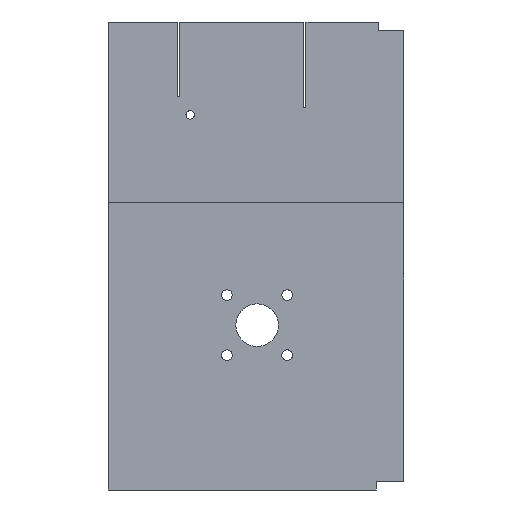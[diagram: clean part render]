
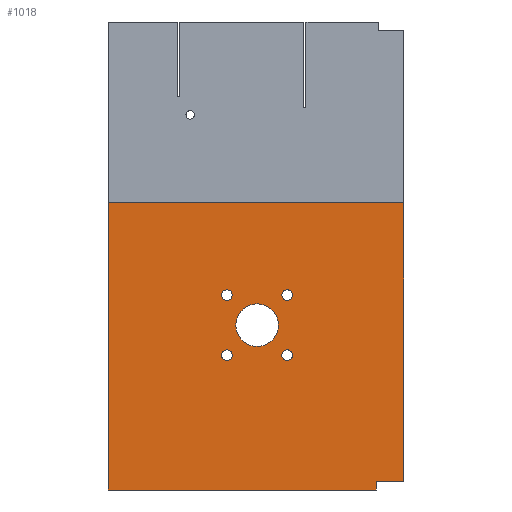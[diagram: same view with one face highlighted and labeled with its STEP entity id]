
A CAD part, left-side view. The second image highlights one B-rep face of the part: STEP entity #1018.
In plain terms, the highlighted planar face has unit normal (-1, 0, 0).
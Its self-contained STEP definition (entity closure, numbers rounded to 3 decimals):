
#374=CARTESIAN_POINT('POINT24',(337.82,355.6,0.));
#375=VERTEX_POINT('VERTEX24',#374);
#436=CARTESIAN_POINT('POINT27',(337.82,35.56,10.16));
#437=VERTEX_POINT('VERTEX27',#436);
#444=CARTESIAN_POINT('POINT28',(337.82,35.56,0.));
#445=VERTEX_POINT('VERTEX28',#444);
#446=CARTESIAN_POINT('POS54',(337.82,35.56,0.
   ));
#447=DIRECTION('DIR76',(0.,0.,1.));
#448=VECTOR('VEC32',#447,25.4);
#449=LINE('STRAIGHT32',#446,#448);
#450=EDGE_CURVE('EDGE40',#445,#437,#449,.T.);
#470=CARTESIAN_POINT('POS57',(337.82,355.6,0.));
#471=DIRECTION('DIR80',(0.,-1.,0.));
#472=VECTOR('VEC34',#471,25.4);
#473=LINE('STRAIGHT34',#470,#472);
#474=EDGE_CURVE('EDGE42',#375,#445,#473,.T.);
#497=CARTESIAN_POINT('POINT31',(337.82,2.54,
   342.9));
#498=VERTEX_POINT('VERTEX31',#497);
#505=CARTESIAN_POINT('POINT32',(337.82,2.54,
   10.16));
#506=VERTEX_POINT('VERTEX32',#505);
#507=CARTESIAN_POINT('POS61',(337.82,2.54,
   10.16));
#508=DIRECTION('DIR85',(0.,0.,1.));
#509=VECTOR('VEC37',#508,25.4);
#510=LINE('STRAIGHT37',#507,#509);
#511=EDGE_CURVE('EDGE45',#506,#498,#510,.T.);
#535=CARTESIAN_POINT('POS65',(337.82,2.54,
   10.16));
#536=DIRECTION('DIR90',(0.,1.,0.));
#537=VECTOR('VEC40',#536,25.4);
#538=LINE('STRAIGHT40',#535,#537);
#539=EDGE_CURVE('EDGE48',#506,#437,#538,.T.);
#549=CARTESIAN_POINT('POINT33',(337.82,177.8,222.25));
#550=VERTEX_POINT('VERTEX33',#549);
#568=CARTESIAN_POINT('POINT36',(337.82,177.8,171.45));
#569=VERTEX_POINT('VERTEX36',#568);
#576=CARTESIAN_POINT('POS70',(337.82,177.8,196.85));
#577=DIRECTION('DIR97',(1.,0.,0.));
#578=DIRECTION('DIR98',(0.,0.,1.));
#579=AXIS2_PLACEMENT_3D('AXIS28',#576,#577,#578);
#580=CIRCLE('ELLIPSE10',#579,25.4);
#581=EDGE_CURVE('EDGE52',#550,#569,#580,.T.);
#600=CARTESIAN_POINT('POS73',(337.82,177.8,196.85));
#601=DIRECTION('DIR103',(1.,0.,0.));
#602=DIRECTION('DIR104',(0.,0.,-1.));
#603=AXIS2_PLACEMENT_3D('AXIS31',#600,#601,#602);
#604=CIRCLE('ELLIPSE12',#603,25.4);
#605=EDGE_CURVE('EDGE54',#569,#550,#604,.T.);
#617=CARTESIAN_POINT('POINT38',(337.82,213.721,
   239.121));
#618=VERTEX_POINT('VERTEX38',#617);
#634=CARTESIAN_POINT('POINT40',(337.82,213.721,
   226.421));
#635=VERTEX_POINT('VERTEX40',#634);
#642=CARTESIAN_POINT('POS78',(337.82,213.721,
   232.771));
#643=DIRECTION('DIR111',(-1.,0.,0.));
#644=DIRECTION('DIR112',(0.,0.,-1.));
#645=AXIS2_PLACEMENT_3D('AXIS34',#642,#643,#644);
#646=CIRCLE('ELLIPSE14',#645,6.35);
#647=EDGE_CURVE('EDGE58',#635,#618,#646,.T.);
#666=CARTESIAN_POINT('POS81',(337.82,213.721,
   232.771));
#667=DIRECTION('DIR117',(-1.,0.,0.));
#668=DIRECTION('DIR118',(0.,0.,1.));
#669=AXIS2_PLACEMENT_3D('AXIS37',#666,#667,#668);
#670=CIRCLE('ELLIPSE16',#669,6.35);
#671=EDGE_CURVE('EDGE60',#618,#635,#670,.T.);
#683=CARTESIAN_POINT('POINT42',(337.82,213.721,
   167.279));
#684=VERTEX_POINT('VERTEX42',#683);
#700=CARTESIAN_POINT('POINT44',(337.82,213.721,
   154.579));
#701=VERTEX_POINT('VERTEX44',#700);
#708=CARTESIAN_POINT('POS86',(337.82,213.721,
   160.929));
#709=DIRECTION('DIR125',(-1.,0.,0.));
#710=DIRECTION('DIR126',(0.,0.,-1.));
#711=AXIS2_PLACEMENT_3D('AXIS40',#708,#709,#710);
#712=CIRCLE('ELLIPSE18',#711,6.35);
#713=EDGE_CURVE('EDGE64',#701,#684,#712,.T.);
#732=CARTESIAN_POINT('POS89',(337.82,213.721,
   160.929));
#733=DIRECTION('DIR131',(-1.,0.,0.));
#734=DIRECTION('DIR132',(0.,0.,1.));
#735=AXIS2_PLACEMENT_3D('AXIS43',#732,#733,#734);
#736=CIRCLE('ELLIPSE20',#735,6.35);
#737=EDGE_CURVE('EDGE66',#684,#701,#736,.T.);
#749=CARTESIAN_POINT('POINT46',(337.82,141.879,
   167.279));
#750=VERTEX_POINT('VERTEX46',#749);
#766=CARTESIAN_POINT('POINT48',(337.82,141.879,
   154.579));
#767=VERTEX_POINT('VERTEX48',#766);
#774=CARTESIAN_POINT('POS94',(337.82,141.879,
   160.929));
#775=DIRECTION('DIR139',(-1.,0.,0.));
#776=DIRECTION('DIR140',(0.,0.,-1.));
#777=AXIS2_PLACEMENT_3D('AXIS46',#774,#775,#776);
#778=CIRCLE('ELLIPSE22',#777,6.35);
#779=EDGE_CURVE('EDGE70',#767,#750,#778,.T.);
#798=CARTESIAN_POINT('POS97',(337.82,141.879,
   160.929));
#799=DIRECTION('DIR145',(-1.,0.,0.));
#800=DIRECTION('DIR146',(0.,0.,1.));
#801=AXIS2_PLACEMENT_3D('AXIS49',#798,#799,#800);
#802=CIRCLE('ELLIPSE24',#801,6.35);
#803=EDGE_CURVE('EDGE72',#750,#767,#802,.T.);
#815=CARTESIAN_POINT('POINT50',(337.82,141.879,
   239.121));
#816=VERTEX_POINT('VERTEX50',#815);
#832=CARTESIAN_POINT('POINT52',(337.82,141.879,
   226.421));
#833=VERTEX_POINT('VERTEX52',#832);
#840=CARTESIAN_POINT('POS102',(337.82,141.879,
   232.771));
#841=DIRECTION('DIR153',(-1.,0.,0.));
#842=DIRECTION('DIR154',(0.,0.,-1.));
#843=AXIS2_PLACEMENT_3D('AXIS52',#840,#841,#842);
#844=CIRCLE('ELLIPSE26',#843,6.35);
#845=EDGE_CURVE('EDGE76',#833,#816,#844,.T.);
#864=CARTESIAN_POINT('POS105',(337.82,141.879,
   232.771));
#865=DIRECTION('DIR159',(-1.,0.,0.));
#866=DIRECTION('DIR160',(0.,0.,1.));
#867=AXIS2_PLACEMENT_3D('AXIS55',#864,#865,#866);
#868=CIRCLE('ELLIPSE28',#867,6.35);
#869=EDGE_CURVE('EDGE78',#816,#833,#868,.T.);
#881=CARTESIAN_POINT('POINT54',(337.82,355.6,342.9));
#882=VERTEX_POINT('VERTEX54',#881);
#896=CARTESIAN_POINT('POS109',(337.82,355.6,0.));
#897=DIRECTION('DIR165',(0.,0.,1.));
#898=VECTOR('VEC53',#897,25.4);
#899=LINE('STRAIGHT53',#896,#898);
#900=EDGE_CURVE('EDGE81',#375,#882,#899,.T.);
#980=ORIENTED_EDGE('COEDGE151',*,*,#869,.F.);
#981=ORIENTED_EDGE('COEDGE152',*,*,#845,.F.);
#982=EDGE_LOOP('NONE',(#980,#981));
#983=FACE_BOUND('LOOP1',#982,.T.);
#984=ORIENTED_EDGE('COEDGE153',*,*,#803,.F.);
#985=ORIENTED_EDGE('COEDGE154',*,*,#779,.F.);
#986=EDGE_LOOP('NONE',(#984,#985));
#987=FACE_BOUND('LOOP1',#986,.T.);
#988=ORIENTED_EDGE('COEDGE155',*,*,#737,.F.);
#989=ORIENTED_EDGE('COEDGE156',*,*,#713,.F.);
#990=EDGE_LOOP('NONE',(#988,#989));
#991=FACE_BOUND('LOOP1',#990,.T.);
#992=ORIENTED_EDGE('COEDGE157',*,*,#671,.F.);
#993=ORIENTED_EDGE('COEDGE158',*,*,#647,.F.);
#994=EDGE_LOOP('NONE',(#992,#993));
#995=FACE_BOUND('LOOP1',#994,.T.);
#996=ORIENTED_EDGE('COEDGE159',*,*,#605,.T.);
#997=ORIENTED_EDGE('COEDGE160',*,*,#581,.T.);
#998=EDGE_LOOP('NONE',(#996,#997));
#999=FACE_BOUND('LOOP1',#998,.T.);
#1000=ORIENTED_EDGE('COEDGE161',*,*,#539,.F.);
#1001=ORIENTED_EDGE('COEDGE162',*,*,#511,.T.);
#1002=CARTESIAN_POINT('POS117',(337.82,355.6,342.9));
#1003=DIRECTION('DIR176',(0.,-1.,0.));
#1004=VECTOR('VEC58',#1003,25.4);
#1005=LINE('STRAIGHT58',#1002,#1004);
#1006=EDGE_CURVE('EDGE86',#882,#498,#1005,.T.);
#1007=ORIENTED_EDGE('COEDGE163',*,*,#1006,.F.);
#1008=ORIENTED_EDGE('COEDGE164',*,*,#900,.F.);
#1009=ORIENTED_EDGE('COEDGE165',*,*,#474,.T.);
#1010=ORIENTED_EDGE('COEDGE166',*,*,#450,.T.);
#1011=EDGE_LOOP('NONE',(#1000,#1001,#1007,#1008,#1009,#1010));
#1012=FACE_BOUND('LOOP1',#1011,.T.);
#1013=CARTESIAN_POINT('POS118',(337.82,355.6,0.));
#1014=DIRECTION('DIR177',(-1.,0.,0.));
#1015=DIRECTION('DIR178',(0.,1.,0.));
#1016=AXIS2_PLACEMENT_3D('AXIS60',#1013,#1014,#1015);
#1017=PLANE('PLANE18',#1016);
#1018=ADVANCED_FACE('FACE32',(#983,#987,#991,#995,#999,#1012),#1017,.T.)
   ;
